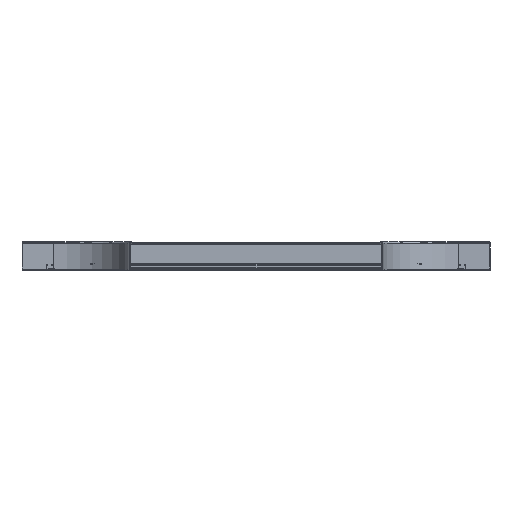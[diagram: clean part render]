
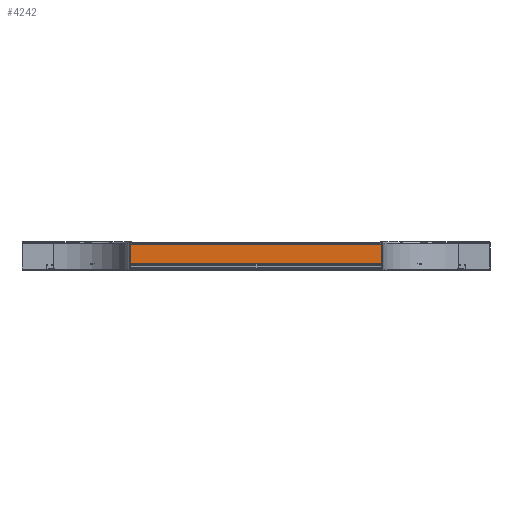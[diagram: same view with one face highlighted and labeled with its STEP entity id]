
A CAD part, top view. The second image highlights one B-rep face of the part: STEP entity #4242.
In plain terms, the highlighted face is planar.
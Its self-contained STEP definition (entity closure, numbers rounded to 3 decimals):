
#66 = CARTESIAN_POINT ( 'NONE',  ( -2., 104., 925. ) ) ;
#305 = CARTESIAN_POINT ( 'NONE',  ( -2., 3., -925. ) ) ;
#531 = CARTESIAN_POINT ( 'NONE',  ( -2., 3., -925. ) ) ;
#545 = DIRECTION ( 'NONE',  ( -1., 0., 0. ) ) ;
#1108 = ORIENTED_EDGE ( 'NONE', *, *, #5874, .F. ) ;
#1471 = EDGE_CURVE ( 'NONE', #5550, #4313, #12080, .T. ) ;
#1909 = EDGE_LOOP ( 'NONE', ( #1108, #10002, #4765, #8607, #6362, #9998 ) ) ;
#2053 = EDGE_CURVE ( 'NONE', #5453, #4313, #10558, .T. ) ;
#2399 = VECTOR ( 'NONE', #11914, 1000. ) ;
#2978 = LINE ( 'NONE', #531, #7711 ) ;
#3088 = DIRECTION ( 'NONE',  ( 0., 0., 1. ) ) ;
#3852 = VERTEX_POINT ( 'NONE', #7910 ) ;
#3886 = DIRECTION ( 'NONE',  ( 0., 0., -1. ) ) ;
#3954 = CARTESIAN_POINT ( 'NONE',  ( -2., 104., -925. ) ) ;
#4242 = ADVANCED_FACE ( 'NONE', ( #11278 ), #6191, .T. ) ;
#4313 = VERTEX_POINT ( 'NONE', #10017 ) ;
#4765 = ORIENTED_EDGE ( 'NONE', *, *, #1471, .T. ) ;
#4814 = CARTESIAN_POINT ( 'NONE',  ( -2., 2., -925. ) ) ;
#5453 = VERTEX_POINT ( 'NONE', #11257 ) ;
#5550 = VERTEX_POINT ( 'NONE', #4814 ) ;
#5593 = LINE ( 'NONE', #8530, #7831 ) ;
#5704 = DIRECTION ( 'NONE',  ( 0., 1., 0. ) ) ;
#5828 = EDGE_CURVE ( 'NONE', #9164, #5550, #2978, .T. ) ;
#5874 = EDGE_CURVE ( 'NONE', #9164, #6734, #7413, .T. ) ;
#6191 = PLANE ( 'NONE',  #7140 ) ;
#6362 = ORIENTED_EDGE ( 'NONE', *, *, #9600, .T. ) ;
#6524 = DIRECTION ( 'NONE',  ( 0., -1., 0. ) ) ;
#6734 = VERTEX_POINT ( 'NONE', #3954 ) ;
#7103 = CARTESIAN_POINT ( 'NONE',  ( -2., 0., 925. ) ) ;
#7140 = AXIS2_PLACEMENT_3D ( 'NONE', #7103, #545, #7148 ) ;
#7148 = DIRECTION ( 'NONE',  ( 0., 0., 1. ) ) ;
#7413 = LINE ( 'NONE', #8140, #2399 ) ;
#7711 = VECTOR ( 'NONE', #9959, 1000. ) ;
#7831 = VECTOR ( 'NONE', #5704, 1000. ) ;
#7870 = EDGE_CURVE ( 'NONE', #3852, #6734, #10361, .T. ) ;
#7910 = CARTESIAN_POINT ( 'NONE',  ( -2., 104., 925. ) ) ;
#8086 = VECTOR ( 'NONE', #6524, 1000. ) ;
#8140 = CARTESIAN_POINT ( 'NONE',  ( -2., 0., -925. ) ) ;
#8434 = CARTESIAN_POINT ( 'NONE',  ( -2., 0., 925. ) ) ;
#8530 = CARTESIAN_POINT ( 'NONE',  ( -2., 0., 925. ) ) ;
#8607 = ORIENTED_EDGE ( 'NONE', *, *, #2053, .F. ) ;
#8987 = CARTESIAN_POINT ( 'NONE',  ( -2., 2., 925. ) ) ;
#9164 = VERTEX_POINT ( 'NONE', #305 ) ;
#9600 = EDGE_CURVE ( 'NONE', #5453, #3852, #5593, .T. ) ;
#9959 = DIRECTION ( 'NONE',  ( 0., -1., 0. ) ) ;
#9998 = ORIENTED_EDGE ( 'NONE', *, *, #7870, .T. ) ;
#10002 = ORIENTED_EDGE ( 'NONE', *, *, #5828, .T. ) ;
#10017 = CARTESIAN_POINT ( 'NONE',  ( -2., 2., 925. ) ) ;
#10073 = VECTOR ( 'NONE', #3886, 1000. ) ;
#10361 = LINE ( 'NONE', #66, #10073 ) ;
#10558 = LINE ( 'NONE', #8434, #8086 ) ;
#11257 = CARTESIAN_POINT ( 'NONE',  ( -2., 3., 925. ) ) ;
#11278 = FACE_OUTER_BOUND ( 'NONE', #1909, .T. ) ;
#11774 = VECTOR ( 'NONE', #3088, 1000. ) ;
#11914 = DIRECTION ( 'NONE',  ( 0., 1., 0. ) ) ;
#12080 = LINE ( 'NONE', #8987, #11774 ) ;
